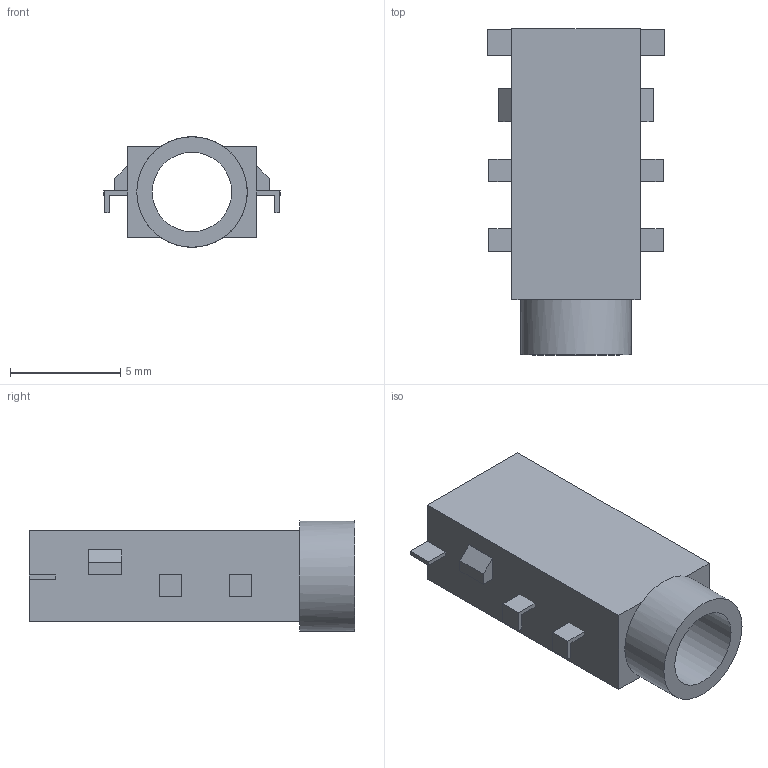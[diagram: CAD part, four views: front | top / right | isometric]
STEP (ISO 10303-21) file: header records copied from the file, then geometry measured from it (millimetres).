
FILE_DESCRIPTION(/* description */ (''),/* implementation_level */ '2;1');
FILE_NAME(/* name */ 'PJ-399B-6A.step',/* time_stamp */ '2024-04-26T00:28:54+09:00',/* author */ (''),/* organization */ (''),/* preprocessor_version */ 'ST-DEVELOPER v20',/* originating_system */ 'Autodesk Translation Framework v12.20.1.177',/* authorisation */ '');
FILE_SCHEMA (('AUTOMOTIVE_DESIGN { 1 0 10303 214 3 1 1 }'));
Length unit declared in the file: millimetre
Products named in the file (1): PJ-399B-6A
Bounding box: 8 x 14.75 x 5 mm (x, y, z)
Volume: 193.9 mm3; surface area: 510.9 mm2
Topology: 7 solids, 7 shells, 68 faces, 152 edges, 100 vertices
Faces by surface type: plane 66, cylinder 2
Full cylindrical faces by diameter (mm): 3.6 x1, 5 x1
Entity records: 1886 total; most frequent: CARTESIAN_POINT 321, ORIENTED_EDGE 304, DIRECTION 298, EDGE_CURVE 152, LINE 144, VECTOR 144, VERTEX_POINT 100, AXIS2_PLACEMENT_3D 77
